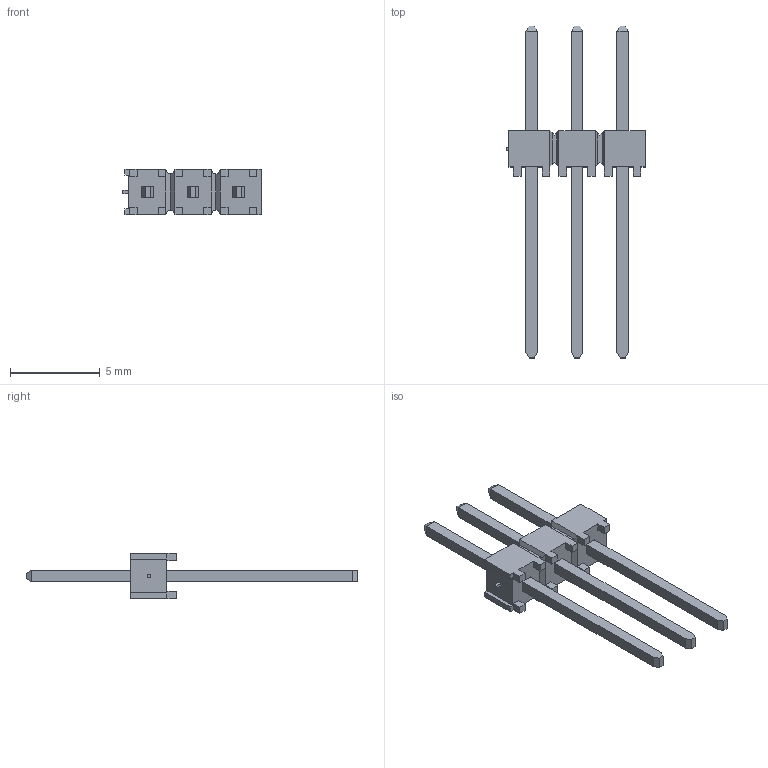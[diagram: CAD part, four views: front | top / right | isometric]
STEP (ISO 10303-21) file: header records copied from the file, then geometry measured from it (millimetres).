
FILE_DESCRIPTION(/* description */ ('STEP AP214'),/* implementation_level */ '2;1');
FILE_NAME(/* name */ 'TSW-103-09-G-S',/* time_stamp */ '2024-08-06T13:51:25+02:00',/* author */ ('License CC BY-ND 4.0'),/* organization */ ('CADENAS'),/* preprocessor_version */ 'ST-DEVELOPER v19.3',/* originating_system */ 'PARTsolutions',/* authorisation */ ' ');
FILE_SCHEMA (('AUTOMOTIVE_DESIGN {1 0 10303 214 3 1 1}'));
Length unit declared in the file: inch
Products named in the file (3): TSW-103-09-G-S; TSW-103-09-G-S_body; T-1S6-09-TSW-1-09-3-S
Assembly tree (2 placements, depth 2):
  TSW-103-09-G-S
    TSW-103-09-G-S_body
    T-1S6-09-TSW-1-09-3-S
Bounding box: 7.75 x 18.54 x 2.54 mm (x, y, z)
Volume: 58.6 mm3; surface area: 257.3 mm2
Topology: 2 solids, 2 shells, 157 faces, 402 edges, 256 vertices
Faces by surface type: plane 157
Entity records: 4698 total; most frequent: CARTESIAN_POINT 818, ORIENTED_EDGE 804, DIRECTION 722, EDGE_CURVE 402, LINE 402, VECTOR 402, VERTEX_POINT 256, EDGE_LOOP 170
